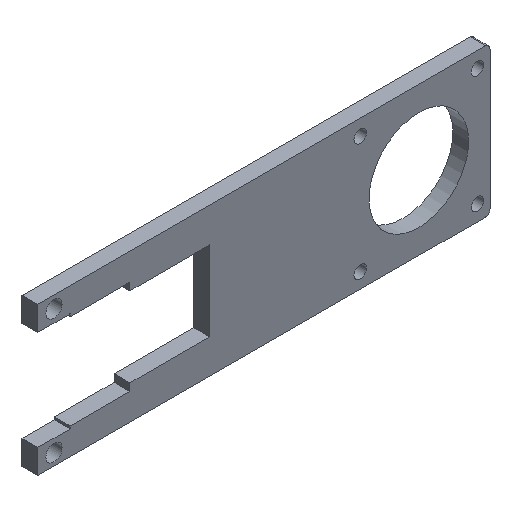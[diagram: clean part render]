
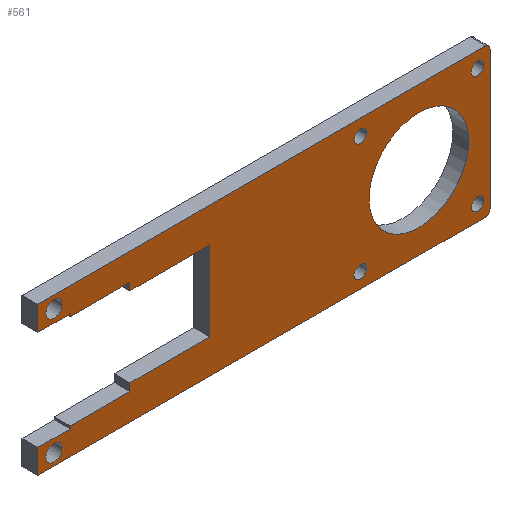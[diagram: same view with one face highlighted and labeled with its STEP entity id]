
A CAD part, isometric view. The second image highlights one B-rep face of the part: STEP entity #561.
In plain terms, the highlighted planar face has unit normal (0, -1, 0).
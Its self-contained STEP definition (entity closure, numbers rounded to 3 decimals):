
#26=FACE_BOUND('',#112,.T.);
#27=FACE_BOUND('',#113,.T.);
#28=FACE_BOUND('',#114,.T.);
#29=FACE_BOUND('',#115,.T.);
#30=FACE_BOUND('',#116,.T.);
#31=FACE_BOUND('',#117,.T.);
#32=FACE_BOUND('',#118,.T.);
#50=PLANE('',#621);
#77=FACE_OUTER_BOUND('',#111,.T.);
#111=EDGE_LOOP('',(#501,#502,#503,#504,#505,#506,#507,#508,#509,#510,#511,
#512,#513,#514,#515,#516,#517,#518));
#112=EDGE_LOOP('',(#519));
#113=EDGE_LOOP('',(#520));
#114=EDGE_LOOP('',(#521));
#115=EDGE_LOOP('',(#522));
#116=EDGE_LOOP('',(#523));
#117=EDGE_LOOP('',(#524));
#118=EDGE_LOOP('',(#525));
#126=LINE('',#823,#183);
#130=LINE('',#831,#187);
#133=LINE('',#837,#190);
#136=LINE('',#843,#193);
#139=LINE('',#849,#196);
#142=LINE('',#855,#199);
#145=LINE('',#861,#202);
#148=LINE('',#867,#205);
#151=LINE('',#873,#208);
#154=LINE('',#879,#211);
#157=LINE('',#885,#214);
#160=LINE('',#891,#217);
#163=LINE('',#897,#220);
#166=LINE('',#903,#223);
#169=LINE('',#909,#226);
#173=LINE('',#921,#230);
#183=VECTOR('',#678,10.);
#187=VECTOR('',#684,10.);
#190=VECTOR('',#689,10.);
#193=VECTOR('',#694,10.);
#196=VECTOR('',#699,10.);
#199=VECTOR('',#704,10.);
#202=VECTOR('',#709,10.);
#205=VECTOR('',#714,10.);
#208=VECTOR('',#719,10.);
#211=VECTOR('',#724,10.);
#214=VECTOR('',#729,10.);
#217=VECTOR('',#734,10.);
#220=VECTOR('',#739,10.);
#223=VECTOR('',#744,10.);
#226=VECTOR('',#749,10.);
#230=VECTOR('',#761,10.);
#234=CIRCLE('',#579,20.);
#236=CIRCLE('',#582,3.25);
#238=CIRCLE('',#585,3.25);
#240=CIRCLE('',#588,2.5);
#242=CIRCLE('',#591,2.5);
#244=CIRCLE('',#594,2.5);
#246=CIRCLE('',#597,2.5);
#247=CIRCLE('',#614,2.);
#249=CIRCLE('',#618,2.);
#252=VERTEX_POINT('',#781);
#254=VERTEX_POINT('',#787);
#256=VERTEX_POINT('',#793);
#258=VERTEX_POINT('',#799);
#260=VERTEX_POINT('',#805);
#262=VERTEX_POINT('',#811);
#264=VERTEX_POINT('',#817);
#265=VERTEX_POINT('',#821);
#266=VERTEX_POINT('',#822);
#269=VERTEX_POINT('',#830);
#271=VERTEX_POINT('',#836);
#273=VERTEX_POINT('',#842);
#275=VERTEX_POINT('',#848);
#277=VERTEX_POINT('',#854);
#279=VERTEX_POINT('',#860);
#281=VERTEX_POINT('',#866);
#283=VERTEX_POINT('',#872);
#285=VERTEX_POINT('',#878);
#287=VERTEX_POINT('',#884);
#289=VERTEX_POINT('',#890);
#291=VERTEX_POINT('',#896);
#293=VERTEX_POINT('',#902);
#295=VERTEX_POINT('',#908);
#297=VERTEX_POINT('',#914);
#299=VERTEX_POINT('',#920);
#303=EDGE_CURVE('',#252,#252,#234,.T.);
#306=EDGE_CURVE('',#254,#254,#236,.T.);
#309=EDGE_CURVE('',#256,#256,#238,.T.);
#312=EDGE_CURVE('',#258,#258,#240,.T.);
#315=EDGE_CURVE('',#260,#260,#242,.T.);
#318=EDGE_CURVE('',#262,#262,#244,.T.);
#321=EDGE_CURVE('',#264,#264,#246,.T.);
#322=EDGE_CURVE('',#265,#266,#126,.T.);
#326=EDGE_CURVE('',#266,#269,#130,.T.);
#329=EDGE_CURVE('',#271,#269,#133,.T.);
#332=EDGE_CURVE('',#273,#271,#136,.T.);
#335=EDGE_CURVE('',#273,#275,#139,.T.);
#338=EDGE_CURVE('',#275,#277,#142,.T.);
#341=EDGE_CURVE('',#277,#279,#145,.T.);
#344=EDGE_CURVE('',#279,#281,#148,.T.);
#347=EDGE_CURVE('',#281,#283,#151,.T.);
#350=EDGE_CURVE('',#283,#285,#154,.T.);
#353=EDGE_CURVE('',#285,#287,#157,.T.);
#356=EDGE_CURVE('',#289,#287,#160,.T.);
#359=EDGE_CURVE('',#291,#289,#163,.T.);
#362=EDGE_CURVE('',#293,#291,#166,.T.);
#365=EDGE_CURVE('',#293,#295,#169,.T.);
#368=EDGE_CURVE('',#297,#295,#247,.T.);
#371=EDGE_CURVE('',#297,#299,#173,.T.);
#374=EDGE_CURVE('',#265,#299,#249,.T.);
#501=ORIENTED_EDGE('',*,*,#374,.F.);
#502=ORIENTED_EDGE('',*,*,#322,.T.);
#503=ORIENTED_EDGE('',*,*,#326,.T.);
#504=ORIENTED_EDGE('',*,*,#329,.F.);
#505=ORIENTED_EDGE('',*,*,#332,.F.);
#506=ORIENTED_EDGE('',*,*,#335,.T.);
#507=ORIENTED_EDGE('',*,*,#338,.T.);
#508=ORIENTED_EDGE('',*,*,#341,.T.);
#509=ORIENTED_EDGE('',*,*,#344,.T.);
#510=ORIENTED_EDGE('',*,*,#347,.T.);
#511=ORIENTED_EDGE('',*,*,#350,.T.);
#512=ORIENTED_EDGE('',*,*,#353,.T.);
#513=ORIENTED_EDGE('',*,*,#356,.F.);
#514=ORIENTED_EDGE('',*,*,#359,.F.);
#515=ORIENTED_EDGE('',*,*,#362,.F.);
#516=ORIENTED_EDGE('',*,*,#365,.T.);
#517=ORIENTED_EDGE('',*,*,#368,.F.);
#518=ORIENTED_EDGE('',*,*,#371,.T.);
#519=ORIENTED_EDGE('',*,*,#321,.F.);
#520=ORIENTED_EDGE('',*,*,#318,.F.);
#521=ORIENTED_EDGE('',*,*,#315,.F.);
#522=ORIENTED_EDGE('',*,*,#312,.F.);
#523=ORIENTED_EDGE('',*,*,#309,.F.);
#524=ORIENTED_EDGE('',*,*,#306,.F.);
#525=ORIENTED_EDGE('',*,*,#303,.F.);
#561=ADVANCED_FACE('',(#77,#26,#27,#28,#29,#30,#31,#32),#50,.F.);
#579=AXIS2_PLACEMENT_3D('',#783,#632,#633);
#582=AXIS2_PLACEMENT_3D('',#789,#639,#640);
#585=AXIS2_PLACEMENT_3D('',#795,#646,#647);
#588=AXIS2_PLACEMENT_3D('',#801,#653,#654);
#591=AXIS2_PLACEMENT_3D('',#807,#660,#661);
#594=AXIS2_PLACEMENT_3D('',#813,#667,#668);
#597=AXIS2_PLACEMENT_3D('',#819,#674,#675);
#614=AXIS2_PLACEMENT_3D('',#915,#754,#755);
#618=AXIS2_PLACEMENT_3D('',#926,#766,#767);
#621=AXIS2_PLACEMENT_3D('',#929,#772,#773);
#632=DIRECTION('center_axis',(0.,-1.,0.));
#633=DIRECTION('ref_axis',(-1.,0.,0.));
#639=DIRECTION('center_axis',(0.,-1.,0.));
#640=DIRECTION('ref_axis',(-1.,0.,0.));
#646=DIRECTION('center_axis',(0.,-1.,0.));
#647=DIRECTION('ref_axis',(-1.,0.,0.));
#653=DIRECTION('center_axis',(0.,-1.,0.));
#654=DIRECTION('ref_axis',(-1.,0.,0.));
#660=DIRECTION('center_axis',(0.,-1.,0.));
#661=DIRECTION('ref_axis',(-1.,0.,0.));
#667=DIRECTION('center_axis',(0.,-1.,0.));
#668=DIRECTION('ref_axis',(-1.,0.,0.));
#674=DIRECTION('center_axis',(0.,-1.,0.));
#675=DIRECTION('ref_axis',(-1.,0.,0.));
#678=DIRECTION('',(-1.,0.,0.));
#684=DIRECTION('',(0.,0.,-1.));
#689=DIRECTION('',(-1.,0.,0.));
#694=DIRECTION('',(0.,0.,1.));
#699=DIRECTION('',(1.,0.,0.));
#704=DIRECTION('',(0.,0.,-1.));
#709=DIRECTION('',(1.,0.,0.));
#714=DIRECTION('',(0.,0.,-1.));
#719=DIRECTION('',(-1.,0.,0.));
#724=DIRECTION('',(0.,0.,-1.));
#729=DIRECTION('',(-1.,0.,0.));
#734=DIRECTION('',(0.,0.,1.));
#739=DIRECTION('',(1.,0.,0.));
#744=DIRECTION('',(0.,0.,1.));
#749=DIRECTION('',(1.,0.,0.));
#754=DIRECTION('center_axis',(0.,1.,0.));
#755=DIRECTION('ref_axis',(1.,0.,0.));
#761=DIRECTION('',(0.,0.,1.));
#766=DIRECTION('center_axis',(0.,1.,0.));
#767=DIRECTION('ref_axis',(0.023,0.,1.));
#772=DIRECTION('center_axis',(0.,1.,0.));
#773=DIRECTION('ref_axis',(-1.,0.,0.));
#781=CARTESIAN_POINT('',(66.16,51.074,0.249));
#783=CARTESIAN_POINT('Origin',(46.16,51.074,0.249));
#787=CARTESIAN_POINT('',(-97.112,51.074,-24.751));
#789=CARTESIAN_POINT('Origin',(-100.362,51.074,-24.751));
#793=CARTESIAN_POINT('',(-97.112,51.074,25.249));
#795=CARTESIAN_POINT('Origin',(-100.362,51.074,25.249));
#799=CARTESIAN_POINT('',(25.09,51.074,23.819));
#801=CARTESIAN_POINT('Origin',(22.59,51.074,23.819));
#805=CARTESIAN_POINT('',(25.09,51.074,-23.321));
#807=CARTESIAN_POINT('Origin',(22.59,51.074,-23.321));
#811=CARTESIAN_POINT('',(72.23,51.074,23.819));
#813=CARTESIAN_POINT('Origin',(69.73,51.074,23.819));
#817=CARTESIAN_POINT('',(72.23,51.074,-23.321));
#819=CARTESIAN_POINT('Origin',(69.73,51.074,-23.321));
#821=CARTESIAN_POINT('',(73.09,51.074,29.999));
#822=CARTESIAN_POINT('',(-106.862,51.074,29.999));
#823=CARTESIAN_POINT('',(-104.862,51.074,29.999));
#830=CARTESIAN_POINT('',(-106.862,51.074,20.249));
#831=CARTESIAN_POINT('',(-106.862,51.074,27.999));
#836=CARTESIAN_POINT('',(-93.862,51.074,20.249));
#837=CARTESIAN_POINT('',(-93.862,51.074,20.249));
#842=CARTESIAN_POINT('',(-93.862,51.074,19.249));
#843=CARTESIAN_POINT('',(-93.862,51.074,-19.751));
#848=CARTESIAN_POINT('',(-69.862,51.074,19.249));
#849=CARTESIAN_POINT('',(-106.862,51.074,19.249));
#854=CARTESIAN_POINT('',(-69.862,51.074,16.249));
#855=CARTESIAN_POINT('',(-69.862,51.074,19.249));
#860=CARTESIAN_POINT('',(-37.862,51.074,16.249));
#861=CARTESIAN_POINT('',(-41.87,51.074,16.249));
#866=CARTESIAN_POINT('',(-37.862,51.074,-15.751));
#867=CARTESIAN_POINT('',(-37.862,51.074,16.249));
#872=CARTESIAN_POINT('',(-69.862,51.074,-15.751));
#873=CARTESIAN_POINT('',(-53.749,51.074,-15.751));
#878=CARTESIAN_POINT('',(-69.862,51.074,-18.751));
#879=CARTESIAN_POINT('',(-69.862,51.074,19.249));
#884=CARTESIAN_POINT('',(-93.862,51.074,-18.751));
#885=CARTESIAN_POINT('',(-69.862,51.074,-18.751));
#890=CARTESIAN_POINT('',(-93.862,51.074,-19.751));
#891=CARTESIAN_POINT('',(-93.862,51.074,-19.751));
#896=CARTESIAN_POINT('',(-106.862,51.074,-19.751));
#897=CARTESIAN_POINT('',(-106.862,51.074,-19.751));
#902=CARTESIAN_POINT('',(-106.862,51.074,-29.501));
#903=CARTESIAN_POINT('',(-106.862,51.074,-29.501));
#908=CARTESIAN_POINT('',(72.73,51.074,-29.501));
#909=CARTESIAN_POINT('',(62.43,51.074,-29.501));
#914=CARTESIAN_POINT('',(74.73,51.074,-27.501));
#915=CARTESIAN_POINT('Origin',(72.73,51.074,-27.501));
#920=CARTESIAN_POINT('',(74.73,51.074,28.032));
#921=CARTESIAN_POINT('',(74.73,51.074,-27.501));
#926=CARTESIAN_POINT('Origin',(72.73,51.074,28.032));
#929=CARTESIAN_POINT('Origin',(-16.066,51.074,0.249));
